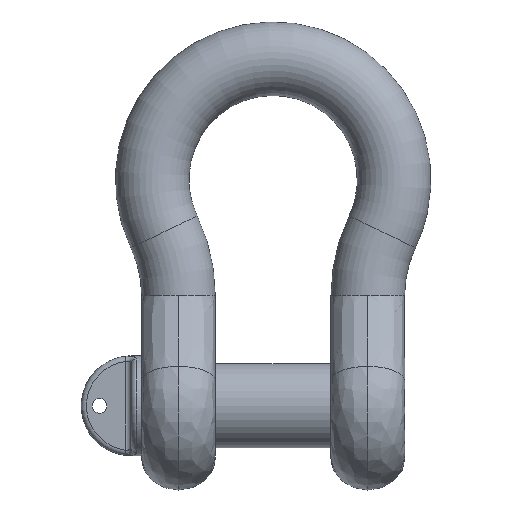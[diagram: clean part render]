
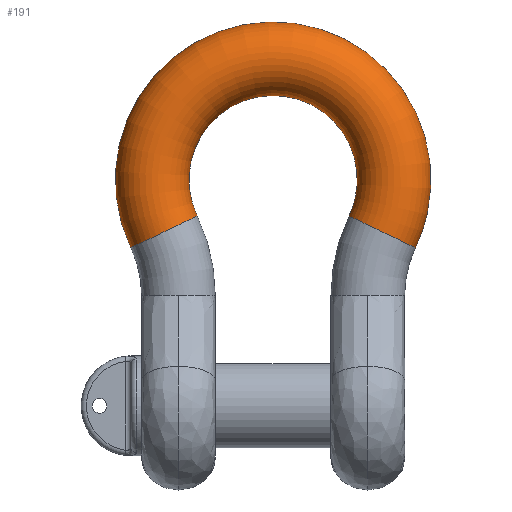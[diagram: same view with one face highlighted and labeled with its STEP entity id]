
A CAD part, top view. The second image highlights one B-rep face of the part: STEP entity #191.
In plain terms, the highlighted toroidal (fillet/blend) face has major radius 23 mm and minor radius 7 mm.
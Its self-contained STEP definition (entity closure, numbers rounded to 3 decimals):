
#65=TOROIDAL_SURFACE('',#714,23.,7.);
#191=ADVANCED_FACE('',(#247,#248),#65,.T.);
#247=FACE_BOUND('',#285,.T.);
#248=FACE_BOUND('',#286,.T.);
#285=EDGE_LOOP('',(#376));
#286=EDGE_LOOP('',(#377));
#376=ORIENTED_EDGE('',*,*,#604,.T.);
#377=ORIENTED_EDGE('',*,*,#605,.F.);
#535=VERTEX_POINT('',#1202);
#536=VERTEX_POINT('',#1205);
#604=EDGE_CURVE('',#535,#535,#679,.T.);
#605=EDGE_CURVE('',#536,#536,#680,.T.);
#679=CIRCLE('',#711,7.);
#680=CIRCLE('',#713,7.);
#711=AXIS2_PLACEMENT_3D('',#1201,#780,#781);
#713=AXIS2_PLACEMENT_3D('',#1204,#784,#785);
#714=AXIS2_PLACEMENT_3D('',#1206,#786,#787);
#780=DIRECTION('',(-0.432,0.902,0.));
#781=DIRECTION('',(-0.902,-0.432,0.));
#784=DIRECTION('',(-0.432,-0.902,0.));
#785=DIRECTION('',(0.902,-0.432,0.));
#786=DIRECTION('',(0.,0.,-1.));
#787=DIRECTION('',(-1.,0.,0.));
#1201=CARTESIAN_POINT('',(-20.745,33.068,0.));
#1202=CARTESIAN_POINT('',(-27.059,30.045,0.));
#1204=CARTESIAN_POINT('',(20.745,33.068,0.));
#1205=CARTESIAN_POINT('',(27.059,30.045,0.));
#1206=CARTESIAN_POINT('',(0.,43.,0.));
